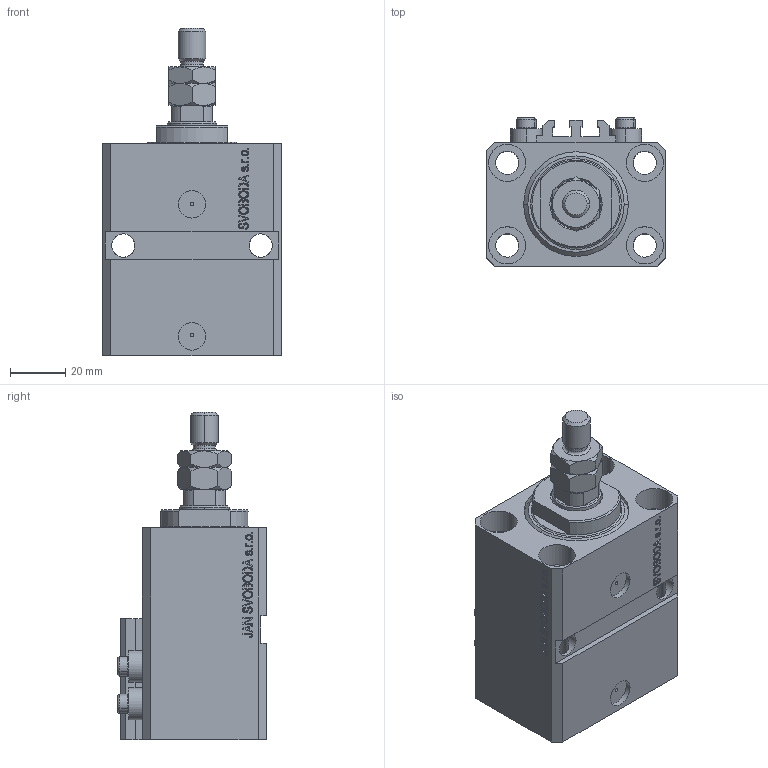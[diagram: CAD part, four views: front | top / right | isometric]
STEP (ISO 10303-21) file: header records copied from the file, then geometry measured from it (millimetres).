
FILE_DESCRIPTION (( 'STEP AP203' ), '1' );
FILE_NAME ('1ffa.STEP', '2022-04-09T15:52:46', ( '' ), ( '' ), 'SwSTEP 2.0', 'SolidWorks 2019', '' );
FILE_SCHEMA (( 'CONFIG_CONTROL_DESIGN' ));
Length unit declared in the file: millimetre
Products named in the file (6): V250CE_C_VCP 33d34db95ff3824f0276b6bf4bc2726f; V250CE_VC_E 33d34db95ff3824f0276b6bf4bc2726f; MTA 33d34db95ff3824f0276b6bf4bc2726f; 1ffa; V250CE_E_Body 33d34db95ff3824f0276b6bf4bc2726f; ALLEN BOLT V250CE 33d34db95ff3824f0276b6bf4bc2726f
Assembly tree (8 placements, depth 2):
  1ffa
    V250CE_E_Body 33d34db95ff3824f0276b6bf4bc2726f
    ALLEN BOLT V250CE 33d34db95ff3824f0276b6bf4bc2726f  x4
    V250CE_C_VCP 33d34db95ff3824f0276b6bf4bc2726f
    V250CE_VC_E 33d34db95ff3824f0276b6bf4bc2726f
    MTA 33d34db95ff3824f0276b6bf4bc2726f
Bounding box: 65 x 54 x 118.9 mm (x, y, z)
Volume: 204251.6 mm3; surface area: 63028.7 mm2
Topology: 9 solids, 9 shells, 1116 faces, 2773 edges, 1790 vertices
Faces by surface type: plane 526, bspline 360, cylinder 130, cone 84, torus 16
Entity records: 48772 total; most frequent: CARTESIAN_POINT 25554, ORIENTED_EDGE 5236, DIRECTION 3436, EDGE_CURVE 2618, VERTEX_POINT 1706, LINE 1540, VECTOR 1540, EDGE_LOOP 1176
